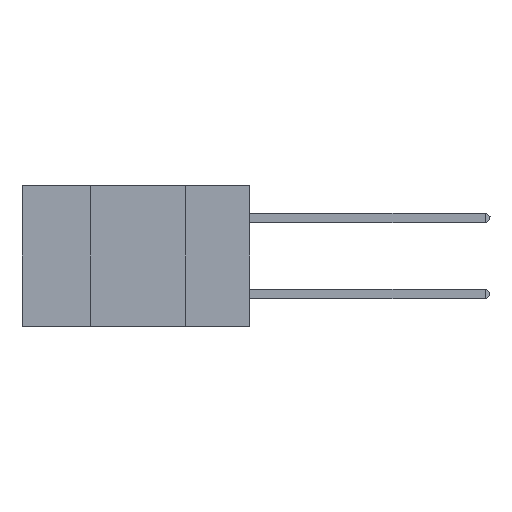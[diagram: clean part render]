
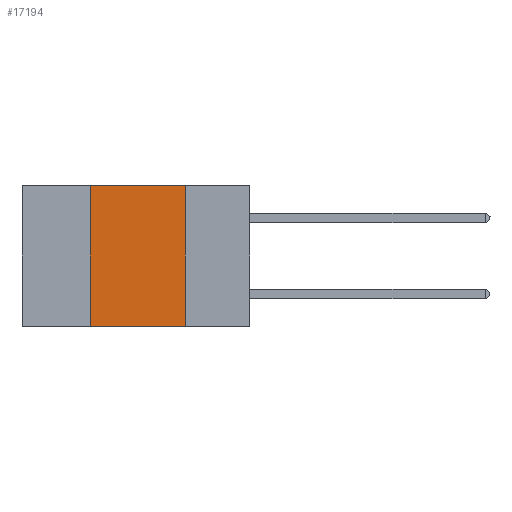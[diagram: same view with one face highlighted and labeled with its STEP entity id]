
A CAD part, left-side view. The second image highlights one B-rep face of the part: STEP entity #17194.
In plain terms, the highlighted planar face has unit normal (-1, 0, 0).
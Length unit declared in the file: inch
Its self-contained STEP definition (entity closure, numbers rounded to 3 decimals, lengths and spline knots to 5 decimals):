
#1975 = EDGE_LOOP ( 'NONE', ( #23826, #35260, #36245, #15422 ) ) ;
#1985 = CARTESIAN_POINT ( 'NONE',  ( 0., 0.42, 0. ) ) ;
#3316 = VERTEX_POINT ( 'NONE', #1985 ) ;
#5251 = CARTESIAN_POINT ( 'NONE',  ( 0., 0.6, 0. ) ) ;
#6352 = DIRECTION ( 'NONE',  ( 0., 0., -1. ) ) ;
#10014 = EDGE_CURVE ( 'NONE', #3316, #18754, #21363, .T. ) ;
#10713 = LINE ( 'NONE', #45797, #16967 ) ;
#10921 = CARTESIAN_POINT ( 'NONE',  ( 0., 0.6, -0.37 ) ) ;
#12383 = CARTESIAN_POINT ( 'NONE',  ( 0., 0.17, 0. ) ) ;
#13356 = DIRECTION ( 'NONE',  ( 1., 0., 0. ) ) ;
#13986 = DIRECTION ( 'NONE',  ( 0., 0., 1. ) ) ;
#15422 = ORIENTED_EDGE ( 'NONE', *, *, #38401, .T. ) ;
#16592 = CARTESIAN_POINT ( 'NONE',  ( 0., 0.6, 0. ) ) ;
#16826 = PLANE ( 'NONE',  #45847 ) ;
#16967 = VECTOR ( 'NONE', #13986, 39.37008 ) ;
#17063 = FACE_OUTER_BOUND ( 'NONE', #1975, .T. ) ;
#17194 = ADVANCED_FACE ( 'NONE', ( #17063 ), #16826, .F. ) ;
#17792 = EDGE_CURVE ( 'NONE', #45058, #3316, #10713, .T. ) ;
#18131 = VECTOR ( 'NONE', #25103, 39.37008 ) ;
#18754 = VERTEX_POINT ( 'NONE', #19137 ) ;
#19137 = CARTESIAN_POINT ( 'NONE',  ( 0., 0.17, 0. ) ) ;
#21363 = LINE ( 'NONE', #5251, #29501 ) ;
#21595 = CARTESIAN_POINT ( 'NONE',  ( 0., 0.42, -0.37 ) ) ;
#22675 = DIRECTION ( 'NONE',  ( 0., -1., 0. ) ) ;
#23826 = ORIENTED_EDGE ( 'NONE', *, *, #45753, .F. ) ;
#25103 = DIRECTION ( 'NONE',  ( 0., -1., 0. ) ) ;
#27239 = LINE ( 'NONE', #12383, #38433 ) ;
#29501 = VECTOR ( 'NONE', #22675, 39.37008 ) ;
#31241 = VERTEX_POINT ( 'NONE', #36405 ) ;
#35260 = ORIENTED_EDGE ( 'NONE', *, *, #10014, .F. ) ;
#36245 = ORIENTED_EDGE ( 'NONE', *, *, #17792, .F. ) ;
#36405 = CARTESIAN_POINT ( 'NONE',  ( 0., 0.17, -0.37 ) ) ;
#38401 = EDGE_CURVE ( 'NONE', #45058, #31241, #42750, .T. ) ;
#38433 = VECTOR ( 'NONE', #40951, 39.37008 ) ;
#40951 = DIRECTION ( 'NONE',  ( 0., 0., -1. ) ) ;
#42750 = LINE ( 'NONE', #10921, #18131 ) ;
#45058 = VERTEX_POINT ( 'NONE', #21595 ) ;
#45753 = EDGE_CURVE ( 'NONE', #18754, #31241, #27239, .T. ) ;
#45797 = CARTESIAN_POINT ( 'NONE',  ( 0., 0.42, 0. ) ) ;
#45847 = AXIS2_PLACEMENT_3D ( 'NONE', #16592, #13356, #6352 ) ;
